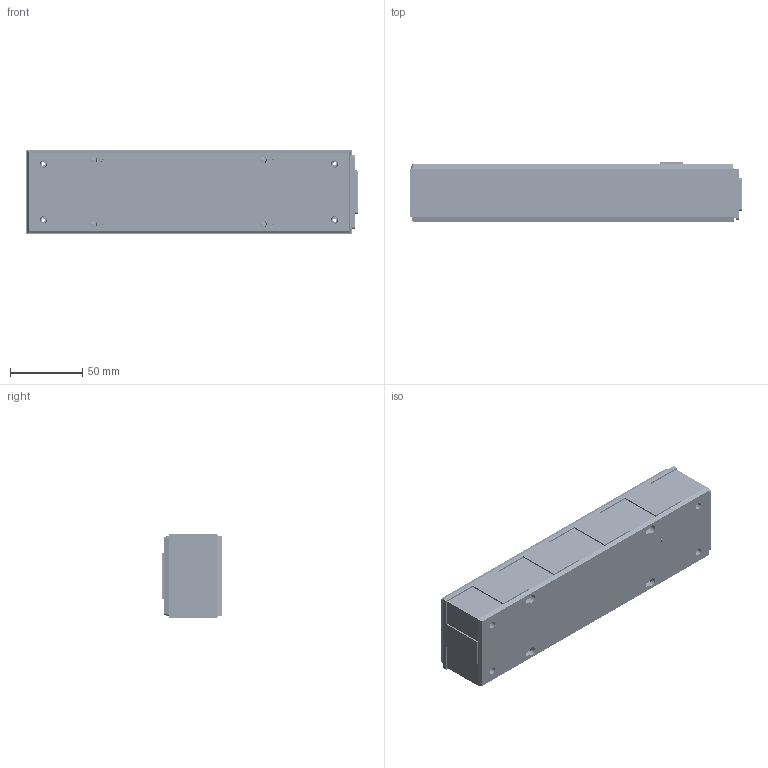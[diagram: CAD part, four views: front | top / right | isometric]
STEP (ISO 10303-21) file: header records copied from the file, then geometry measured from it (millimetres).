
FILE_DESCRIPTION (( 'STEP AP214' ), '1' );
FILE_NAME ('ACPDU-C45C3-R1LF-TT_3D.step', '2024-03-07T16:45:10', ( '' ), ( '' ), 'SwSTEP 2.0', 'SolidWorks 2022', '' );
FILE_SCHEMA (( 'AUTOMOTIVE_DESIGN' ));
Length unit declared in the file: millimetre
Products named in the file (1): ACPDU-C45C3-R1LF-TT_3D
Bounding box: 230.12 x 42.22 x 58.42 mm (x, y, z)
Volume: 190487.6 mm3; surface area: 184074.2 mm2
Topology: 56 solids, 56 shells, 4844 faces, 13400 edges, 8634 vertices
Faces by surface type: plane 3553, cylinder 838, bspline 299, torus 82, cone 64, sphere 8
Entity records: 224176 total; most frequent: CARTESIAN_POINT 100633, ORIENTED_EDGE 26772, DIRECTION 23527, EDGE_CURVE 13386, VECTOR 10663, LINE 10663, VERTEX_POINT 8630, AXIS2_PLACEMENT_3D 6432
